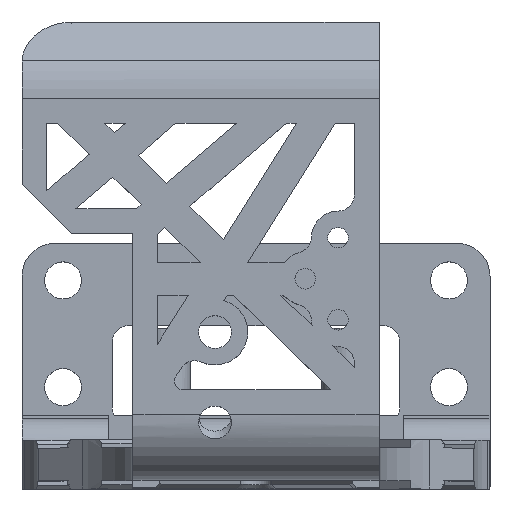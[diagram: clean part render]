
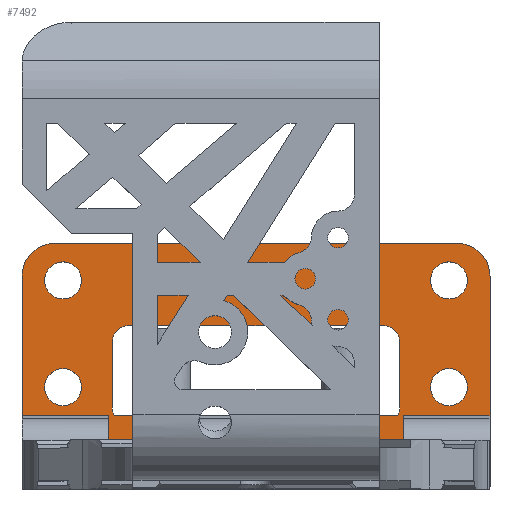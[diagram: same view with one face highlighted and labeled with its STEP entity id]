
A CAD part, top view. The second image highlights one B-rep face of the part: STEP entity #7492.
In plain terms, the highlighted planar face has unit normal (0, 0, 1).
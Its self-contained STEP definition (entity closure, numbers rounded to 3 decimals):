
#70=FACE_BOUND('',#1282,.T.);
#71=FACE_BOUND('',#1283,.T.);
#72=FACE_BOUND('',#1284,.T.);
#73=FACE_BOUND('',#1285,.T.);
#444=PLANE('',#8139);
#837=FACE_OUTER_BOUND('',#1281,.T.);
#1281=EDGE_LOOP('',(#6996,#6997,#6998,#6999,#7000,#7001,#7002,#7003,#7004,
#7005,#7006,#7007,#7008,#7009,#7010,#7011,#7012,#7013,#7014,#7015,#7016,
#7017));
#1282=EDGE_LOOP('',(#7018));
#1283=EDGE_LOOP('',(#7019));
#1284=EDGE_LOOP('',(#7020));
#1285=EDGE_LOOP('',(#7021));
#1965=LINE('',#12454,#2755);
#1968=LINE('',#12462,#2758);
#1970=LINE('',#12469,#2760);
#1971=LINE('',#12475,#2761);
#1974=LINE('',#12483,#2764);
#1976=LINE('',#12490,#2766);
#1978=LINE('',#12496,#2768);
#1979=LINE('',#12499,#2769);
#2036=LINE('',#12767,#2826);
#2057=LINE('',#12859,#2847);
#2059=LINE('',#12862,#2849);
#2067=LINE('',#12891,#2857);
#2070=LINE('',#12899,#2860);
#2073=LINE('',#12906,#2863);
#2074=LINE('',#12908,#2864);
#2075=LINE('',#12910,#2865);
#2755=VECTOR('',#9691,10.);
#2758=VECTOR('',#9698,10.);
#2760=VECTOR('',#9706,10.);
#2761=VECTOR('',#9711,10.);
#2764=VECTOR('',#9718,10.);
#2766=VECTOR('',#9726,10.);
#2768=VECTOR('',#9732,10.);
#2769=VECTOR('',#9735,10.);
#2826=VECTOR('',#10006,10.);
#2847=VECTOR('',#10115,10.);
#2849=VECTOR('',#10117,10.);
#2857=VECTOR('',#10153,10.);
#2860=VECTOR('',#10162,10.);
#2863=VECTOR('',#10171,10.);
#2864=VECTOR('',#10174,10.);
#2865=VECTOR('',#10177,10.);
#3068=CIRCLE('',#8061,4.);
#3078=CIRCLE('',#8074,4.);
#3090=CIRCLE('',#8119,2.);
#3091=CIRCLE('',#8121,2.);
#3092=CIRCLE('',#8123,2.25);
#3093=CIRCLE('',#8125,2.25);
#3094=CIRCLE('',#8127,2.25);
#3095=CIRCLE('',#8129,2.25);
#3096=CIRCLE('',#8132,2.);
#3097=CIRCLE('',#8135,2.);
#3678=VERTEX_POINT('',#12450);
#3680=VERTEX_POINT('',#12453);
#3683=VERTEX_POINT('',#12461);
#3685=VERTEX_POINT('',#12466);
#3686=VERTEX_POINT('',#12471);
#3688=VERTEX_POINT('',#12474);
#3691=VERTEX_POINT('',#12482);
#3693=VERTEX_POINT('',#12487);
#3695=VERTEX_POINT('',#12494);
#3696=VERTEX_POINT('',#12498);
#3731=VERTEX_POINT('',#12732);
#3732=VERTEX_POINT('',#12734);
#3745=VERTEX_POINT('',#12766);
#3746=VERTEX_POINT('',#12770);
#3764=VERTEX_POINT('',#12857);
#3765=VERTEX_POINT('',#12861);
#3766=VERTEX_POINT('',#12866);
#3767=VERTEX_POINT('',#12870);
#3768=VERTEX_POINT('',#12874);
#3769=VERTEX_POINT('',#12878);
#3770=VERTEX_POINT('',#12882);
#3771=VERTEX_POINT('',#12886);
#3772=VERTEX_POINT('',#12890);
#3773=VERTEX_POINT('',#12894);
#3774=VERTEX_POINT('',#12898);
#3775=VERTEX_POINT('',#12902);
#4666=EDGE_CURVE('',#3680,#3678,#1965,.T.);
#4670=EDGE_CURVE('',#3683,#3680,#1968,.T.);
#4674=EDGE_CURVE('',#3685,#3683,#1970,.T.);
#4676=EDGE_CURVE('',#3688,#3686,#1971,.T.);
#4680=EDGE_CURVE('',#3691,#3688,#1974,.T.);
#4684=EDGE_CURVE('',#3693,#3691,#1976,.T.);
#4687=EDGE_CURVE('',#3678,#3695,#1978,.T.);
#4688=EDGE_CURVE('',#3696,#3693,#1979,.T.);
#4778=EDGE_CURVE('',#3731,#3732,#3068,.T.);
#4795=EDGE_CURVE('',#3745,#3732,#2036,.T.);
#4797=EDGE_CURVE('',#3745,#3746,#3078,.T.);
#4831=EDGE_CURVE('',#3764,#3686,#2057,.T.);
#4833=EDGE_CURVE('',#3685,#3765,#2059,.T.);
#4835=EDGE_CURVE('',#3766,#3765,#3090,.T.);
#4838=EDGE_CURVE('',#3764,#3767,#3091,.T.);
#4839=EDGE_CURVE('',#3768,#3768,#3092,.T.);
#4841=EDGE_CURVE('',#3769,#3769,#3093,.T.);
#4843=EDGE_CURVE('',#3770,#3770,#3094,.T.);
#4845=EDGE_CURVE('',#3771,#3771,#3095,.T.);
#4847=EDGE_CURVE('',#3767,#3772,#2067,.T.);
#4849=EDGE_CURVE('',#3772,#3773,#3096,.T.);
#4851=EDGE_CURVE('',#3773,#3774,#2070,.T.);
#4853=EDGE_CURVE('',#3774,#3775,#3097,.T.);
#4855=EDGE_CURVE('',#3775,#3766,#2073,.T.);
#4856=EDGE_CURVE('',#3695,#3746,#2074,.T.);
#4857=EDGE_CURVE('',#3731,#3696,#2075,.T.);
#6996=ORIENTED_EDGE('',*,*,#4778,.F.);
#6997=ORIENTED_EDGE('',*,*,#4857,.T.);
#6998=ORIENTED_EDGE('',*,*,#4688,.T.);
#6999=ORIENTED_EDGE('',*,*,#4684,.T.);
#7000=ORIENTED_EDGE('',*,*,#4680,.T.);
#7001=ORIENTED_EDGE('',*,*,#4676,.T.);
#7002=ORIENTED_EDGE('',*,*,#4831,.F.);
#7003=ORIENTED_EDGE('',*,*,#4838,.T.);
#7004=ORIENTED_EDGE('',*,*,#4847,.T.);
#7005=ORIENTED_EDGE('',*,*,#4849,.T.);
#7006=ORIENTED_EDGE('',*,*,#4851,.T.);
#7007=ORIENTED_EDGE('',*,*,#4853,.T.);
#7008=ORIENTED_EDGE('',*,*,#4855,.T.);
#7009=ORIENTED_EDGE('',*,*,#4835,.T.);
#7010=ORIENTED_EDGE('',*,*,#4833,.F.);
#7011=ORIENTED_EDGE('',*,*,#4674,.T.);
#7012=ORIENTED_EDGE('',*,*,#4670,.T.);
#7013=ORIENTED_EDGE('',*,*,#4666,.T.);
#7014=ORIENTED_EDGE('',*,*,#4687,.T.);
#7015=ORIENTED_EDGE('',*,*,#4856,.T.);
#7016=ORIENTED_EDGE('',*,*,#4797,.F.);
#7017=ORIENTED_EDGE('',*,*,#4795,.T.);
#7018=ORIENTED_EDGE('',*,*,#4839,.T.);
#7019=ORIENTED_EDGE('',*,*,#4841,.T.);
#7020=ORIENTED_EDGE('',*,*,#4843,.T.);
#7021=ORIENTED_EDGE('',*,*,#4845,.T.);
#7492=ADVANCED_FACE('',(#837,#70,#71,#72,#73),#444,.T.);
#8061=AXIS2_PLACEMENT_3D('',#12735,#9975,#9976);
#8074=AXIS2_PLACEMENT_3D('',#12771,#10010,#10011);
#8119=AXIS2_PLACEMENT_3D('',#12867,#10123,#10124);
#8121=AXIS2_PLACEMENT_3D('',#12872,#10129,#10130);
#8123=AXIS2_PLACEMENT_3D('',#12875,#10133,#10134);
#8125=AXIS2_PLACEMENT_3D('',#12879,#10138,#10139);
#8127=AXIS2_PLACEMENT_3D('',#12883,#10143,#10144);
#8129=AXIS2_PLACEMENT_3D('',#12887,#10148,#10149);
#8132=AXIS2_PLACEMENT_3D('',#12895,#10157,#10158);
#8135=AXIS2_PLACEMENT_3D('',#12903,#10166,#10167);
#8139=AXIS2_PLACEMENT_3D('',#12911,#10178,#10179);
#9691=DIRECTION('',(0.,1.,0.));
#9698=DIRECTION('',(1.,0.,0.));
#9706=DIRECTION('',(0.,-1.,0.));
#9711=DIRECTION('',(0.,1.,0.));
#9718=DIRECTION('',(1.,0.,0.));
#9726=DIRECTION('',(0.,-1.,0.));
#9732=DIRECTION('',(1.,0.,0.));
#9735=DIRECTION('',(1.,0.,0.));
#9975=DIRECTION('center_axis',(0.,0.,-1.));
#9976=DIRECTION('ref_axis',(-0.707,0.707,0.));
#10006=DIRECTION('',(-1.,0.,0.));
#10010=DIRECTION('center_axis',(0.,0.,-1.));
#10011=DIRECTION('ref_axis',(0.707,0.707,0.));
#10115=DIRECTION('',(1.,0.,0.));
#10117=DIRECTION('',(1.,0.,0.));
#10123=DIRECTION('center_axis',(0.,0.,-1.));
#10124=DIRECTION('ref_axis',(0.,1.,0.));
#10129=DIRECTION('center_axis',(0.,0.,-1.));
#10130=DIRECTION('ref_axis',(1.,0.,0.));
#10133=DIRECTION('center_axis',(0.,0.,-1.));
#10134=DIRECTION('ref_axis',(1.,0.,0.));
#10138=DIRECTION('center_axis',(0.,0.,-1.));
#10139=DIRECTION('ref_axis',(1.,0.,0.));
#10143=DIRECTION('center_axis',(0.,0.,-1.));
#10144=DIRECTION('ref_axis',(1.,0.,0.));
#10148=DIRECTION('center_axis',(0.,0.,-1.));
#10149=DIRECTION('ref_axis',(1.,0.,0.));
#10153=DIRECTION('',(0.,1.,0.));
#10157=DIRECTION('center_axis',(0.,0.,-1.));
#10158=DIRECTION('ref_axis',(0.,-1.,0.));
#10162=DIRECTION('',(1.,0.,0.));
#10166=DIRECTION('center_axis',(0.,0.,-1.));
#10167=DIRECTION('ref_axis',(-1.,0.,0.));
#10171=DIRECTION('',(0.,-1.,0.));
#10174=DIRECTION('',(0.,1.,0.));
#10177=DIRECTION('',(0.,-1.,0.));
#10178=DIRECTION('center_axis',(0.,0.,1.));
#10179=DIRECTION('ref_axis',(1.,0.,0.));
#12450=CARTESIAN_POINT('',(18.,-6.5,0.));
#12453=CARTESIAN_POINT('',(18.,-9.5,0.));
#12454=CARTESIAN_POINT('',(18.,-10.595,0.));
#12461=CARTESIAN_POINT('',(10.,-9.5,0.));
#12462=CARTESIAN_POINT('',(9.233,-9.5,0.));
#12466=CARTESIAN_POINT('',(10.,-6.5,0.));
#12469=CARTESIAN_POINT('',(10.,-6.5,0.));
#12471=CARTESIAN_POINT('',(-10.,-6.5,0.));
#12474=CARTESIAN_POINT('',(-10.,-9.5,0.));
#12475=CARTESIAN_POINT('',(-10.,-10.5,0.));
#12482=CARTESIAN_POINT('',(-18.,-9.5,0.));
#12483=CARTESIAN_POINT('',(-20.528,-9.5,0.));
#12487=CARTESIAN_POINT('',(-18.,-6.5,0.));
#12490=CARTESIAN_POINT('',(-18.,-6.5,0.));
#12494=CARTESIAN_POINT('',(28.5,-6.5,0.));
#12496=CARTESIAN_POINT('',(14.25,-6.5,0.));
#12498=CARTESIAN_POINT('',(-28.5,-6.5,0.));
#12499=CARTESIAN_POINT('',(-8.616,-6.5,0.));
#12732=CARTESIAN_POINT('',(-28.5,10.5,0.));
#12734=CARTESIAN_POINT('',(-24.5,14.5,0.));
#12735=CARTESIAN_POINT('Origin',(-24.5,10.5,0.));
#12766=CARTESIAN_POINT('',(24.5,14.5,0.));
#12767=CARTESIAN_POINT('',(28.5,14.5,0.));
#12770=CARTESIAN_POINT('',(28.5,10.5,0.));
#12771=CARTESIAN_POINT('Origin',(24.5,10.5,0.));
#12857=CARTESIAN_POINT('',(-17.232,-6.5,0.));
#12859=CARTESIAN_POINT('',(-28.5,-6.5,0.));
#12861=CARTESIAN_POINT('',(17.232,-6.5,0.));
#12862=CARTESIAN_POINT('',(-28.5,-6.5,0.));
#12866=CARTESIAN_POINT('',(17.5,-5.5,0.));
#12867=CARTESIAN_POINT('Origin',(15.5,-5.5,0.));
#12870=CARTESIAN_POINT('',(-17.5,-5.5,0.));
#12872=CARTESIAN_POINT('Origin',(-15.5,-5.5,0.));
#12874=CARTESIAN_POINT('',(21.25,-3.,0.));
#12875=CARTESIAN_POINT('Origin',(23.5,-3.,0.));
#12878=CARTESIAN_POINT('',(-25.75,-3.,0.));
#12879=CARTESIAN_POINT('Origin',(-23.5,-3.,0.));
#12882=CARTESIAN_POINT('',(21.25,10.,0.));
#12883=CARTESIAN_POINT('Origin',(23.5,10.,0.));
#12886=CARTESIAN_POINT('',(-25.75,10.,0.));
#12887=CARTESIAN_POINT('Origin',(-23.5,10.,0.));
#12890=CARTESIAN_POINT('',(-17.5,2.5,0.));
#12891=CARTESIAN_POINT('',(-17.5,-5.5,0.));
#12894=CARTESIAN_POINT('',(-15.5,4.5,0.));
#12895=CARTESIAN_POINT('Origin',(-15.5,2.5,0.));
#12898=CARTESIAN_POINT('',(15.5,4.5,0.));
#12899=CARTESIAN_POINT('',(-15.5,4.5,0.));
#12902=CARTESIAN_POINT('',(17.5,2.5,0.));
#12903=CARTESIAN_POINT('Origin',(15.5,2.5,0.));
#12906=CARTESIAN_POINT('',(17.5,2.5,0.));
#12908=CARTESIAN_POINT('',(28.5,-14.5,0.));
#12910=CARTESIAN_POINT('',(-28.5,14.5,0.));
#12911=CARTESIAN_POINT('Origin',(0.,0.,0.));
